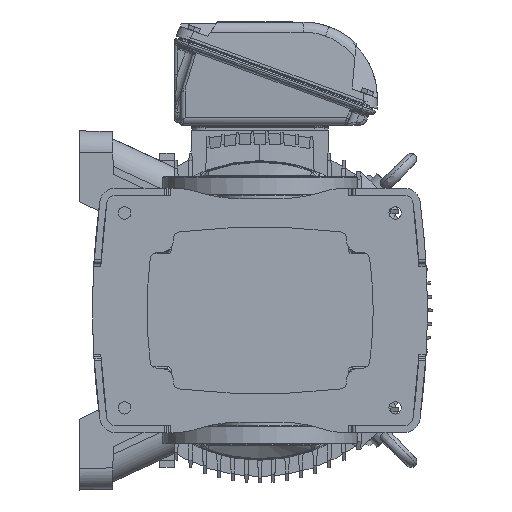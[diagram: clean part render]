
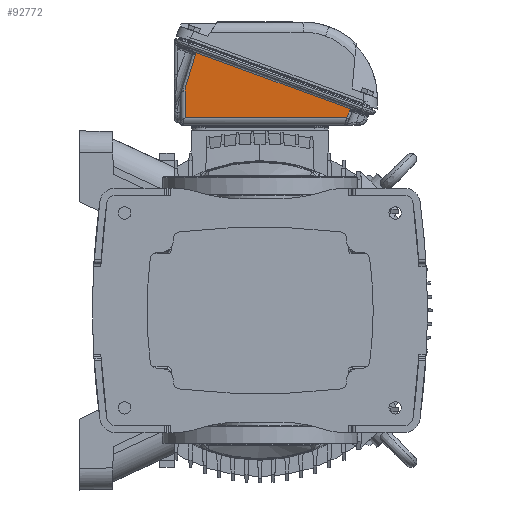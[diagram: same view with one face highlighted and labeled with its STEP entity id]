
A CAD part, front view. The second image highlights one B-rep face of the part: STEP entity #92772.
In plain terms, the highlighted face is planar.
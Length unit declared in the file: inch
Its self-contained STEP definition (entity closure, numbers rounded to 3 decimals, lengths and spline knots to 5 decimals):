
#1016 = EDGE_LOOP ( 'NONE', ( #155392, #74886, #21196, #107915, #41490, #122396, #152941 ) ) ;
#2543 = DIRECTION ( 'NONE',  ( -0.342, -0.94, 0. ) ) ;
#4705 = CARTESIAN_POINT ( 'NONE',  ( -10.69446, 5.81088, 4.99382 ) ) ;
#5278 = VECTOR ( 'NONE', #19542, 39.37008 ) ;
#8634 = VECTOR ( 'NONE', #116532, 39.37008 ) ;
#16131 = CARTESIAN_POINT ( 'NONE',  ( -14.20624, -3.57893, 4.99691 ) ) ;
#19542 = DIRECTION ( 'NONE',  ( 0., 1., 0.012 ) ) ;
#21196 = ORIENTED_EDGE ( 'NONE', *, *, #174712, .T. ) ;
#22445 = DIRECTION ( 'NONE',  ( 0.956, -0.292, -0.035 ) ) ;
#23074 = EDGE_CURVE ( 'NONE', #159012, #64061, #100003, .T. ) ;
#23894 = EDGE_CURVE ( 'NONE', #158275, #24218, #174611, .T. ) ;
#24218 = VERTEX_POINT ( 'NONE', #51525 ) ;
#24411 = CARTESIAN_POINT ( 'NONE',  ( -12.79918, -3.99471, 4.94577 ) ) ;
#31361 = EDGE_CURVE ( 'NONE', #24218, #136980, #92679, .T. ) ;
#35235 = CARTESIAN_POINT ( 'NONE',  ( -15.19685, -4.39372, 5.01969 ) ) ;
#37022 = CARTESIAN_POINT ( 'NONE',  ( -11.15367, 5.06768, 5.00001 ) ) ;
#37426 = CARTESIAN_POINT ( 'NONE',  ( -10.69446, -4.15254, 4.87482 ) ) ;
#38848 = CARTESIAN_POINT ( 'NONE',  ( -14.50183, -4.10589, 5.00032 ) ) ;
#41490 = ORIENTED_EDGE ( 'NONE', *, *, #87700, .T. ) ;
#41999 = CARTESIAN_POINT ( 'NONE',  ( -14.1805, -3.57239, 4.99614 ) ) ;
#44098 = CARTESIAN_POINT ( 'NONE',  ( -15.19676, -4.15254, 5.02256 ) ) ;
#49650 = CARTESIAN_POINT ( 'NONE',  ( -14.1805, -3.57239, 4.99614 ) ) ;
#51525 = CARTESIAN_POINT ( 'NONE',  ( -14.32816, -3.62873, 5.00032 ) ) ;
#51910 = CARTESIAN_POINT ( 'NONE',  ( -11.1474, 5.05797, 4.99969 ) ) ;
#53455 = CARTESIAN_POINT ( 'NONE',  ( -11.15552, 5.00831, 4.99936 ) ) ;
#58296 = B_SPLINE_CURVE_WITH_KNOTS ( 'NONE', 3,
 ( #124328, #127276, #184759, #96516, #156984, #51910, #37022, #144107 ),
 .UNSPECIFIED., .F., .F.,
 ( 4, 2, 2, 4 ),
 ( -0.00001, 0.00175, 0.00263, 0.00351 ),
 .UNSPECIFIED. ) ;
#61768 = CARTESIAN_POINT ( 'NONE',  ( -14.32816, -3.62873, 5.00032 ) ) ;
#64061 = VERTEX_POINT ( 'NONE', #129422 ) ;
#65193 = LINE ( 'NONE', #4705, #5278 ) ;
#69770 = VERTEX_POINT ( 'NONE', #37426 ) ;
#74886 = ORIENTED_EDGE ( 'NONE', *, *, #31361, .T. ) ;
#76627 = CARTESIAN_POINT ( 'NONE',  ( -14.28178, -3.60336, 4.9991 ) ) ;
#87700 = EDGE_CURVE ( 'NONE', #69770, #159012, #65193, .T. ) ;
#92679 = B_SPLINE_CURVE_WITH_KNOTS ( 'NONE', 3,
 ( #61768, #195615, #76627, #118338, #135176, #16131, #103452, #41999 ),
 .UNSPECIFIED., .F., .F.,
 ( 4, 2, 2, 4 ),
 ( 0.00365, 0.00566, 0.00667, 0.00768 ),
 .UNSPECIFIED. ) ;
#92772 = ADVANCED_FACE ( 'NONE', ( #171015 ), #141315, .T. ) ;
#96516 = CARTESIAN_POINT ( 'NONE',  ( -11.12664, 5.03029, 4.99868 ) ) ;
#100003 = LINE ( 'NONE', #53455, #151739 ) ;
#101907 = EDGE_CURVE ( 'NONE', #64061, #158275, #58296, .T. ) ;
#101956 = DIRECTION ( 'NONE',  ( -0.92, 0.39, 0.035 ) ) ;
#103452 = CARTESIAN_POINT ( 'NONE',  ( -14.1933, -3.57561, 4.99652 ) ) ;
#107024 = CARTESIAN_POINT ( 'NONE',  ( -12.28292, -4.15254, 4.92695 ) ) ;
#107915 = ORIENTED_EDGE ( 'NONE', *, *, #138884, .T. ) ;
#116532 = DIRECTION ( 'NONE',  ( 0.999, 0., -0.033 ) ) ;
#118329 = VERTEX_POINT ( 'NONE', #107024 ) ;
#118338 = CARTESIAN_POINT ( 'NONE',  ( -14.24447, -3.59007, 4.99803 ) ) ;
#122396 = ORIENTED_EDGE ( 'NONE', *, *, #23074, .T. ) ;
#124328 = CARTESIAN_POINT ( 'NONE',  ( -11.07052, 4.97222, 4.99614 ) ) ;
#127276 = CARTESIAN_POINT ( 'NONE',  ( -11.08727, 4.98812, 4.99688 ) ) ;
#129422 = CARTESIAN_POINT ( 'NONE',  ( -11.07052, 4.97222, 4.99614 ) ) ;
#135176 = CARTESIAN_POINT ( 'NONE',  ( -14.23179, -3.58615, 4.99766 ) ) ;
#136980 = VERTEX_POINT ( 'NONE', #49650 ) ;
#138884 = EDGE_CURVE ( 'NONE', #118329, #69770, #148226, .T. ) ;
#141315 = PLANE ( 'NONE',  #195747 ) ;
#144107 = CARTESIAN_POINT ( 'NONE',  ( -11.15929, 5.07767, 5.00032 ) ) ;
#144415 = LINE ( 'NONE', #24411, #160107 ) ;
#148226 = LINE ( 'NONE', #44098, #8634 ) ;
#151739 = VECTOR ( 'NONE', #101956, 39.37008 ) ;
#152941 = ORIENTED_EDGE ( 'NONE', *, *, #101907, .T. ) ;
#155392 = ORIENTED_EDGE ( 'NONE', *, *, #23894, .T. ) ;
#156984 = CARTESIAN_POINT ( 'NONE',  ( -11.13388, 5.03926, 4.99902 ) ) ;
#158275 = VERTEX_POINT ( 'NONE', #175685 ) ;
#159012 = VERTEX_POINT ( 'NONE', #167694 ) ;
#160107 = VECTOR ( 'NONE', #22445, 39.37008 ) ;
#167694 = CARTESIAN_POINT ( 'NONE',  ( -10.69446, 4.8126, 4.9819 ) ) ;
#171015 = FACE_OUTER_BOUND ( 'NONE', #1016, .T. ) ;
#174611 = LINE ( 'NONE', #38848, #196171 ) ;
#174712 = EDGE_CURVE ( 'NONE', #136980, #118329, #144415, .T. ) ;
#175685 = CARTESIAN_POINT ( 'NONE',  ( -11.15929, 5.07767, 5.00032 ) ) ;
#184759 = CARTESIAN_POINT ( 'NONE',  ( -11.10387, 5.00424, 4.99762 ) ) ;
#185894 = DIRECTION ( 'NONE',  ( 0.033, -0.012, 0.999 ) ) ;
#189511 = DIRECTION ( 'NONE',  ( -0.342, -0.94, 0. ) ) ;
#195615 = CARTESIAN_POINT ( 'NONE',  ( -14.30576, -3.61427, 4.99975 ) ) ;
#195747 = AXIS2_PLACEMENT_3D ( 'NONE', #35235, #185894, #2543 ) ;
#196171 = VECTOR ( 'NONE', #189511, 39.37008 ) ;
